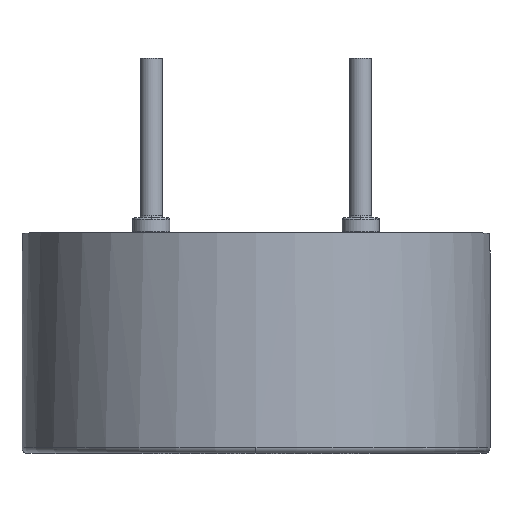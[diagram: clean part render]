
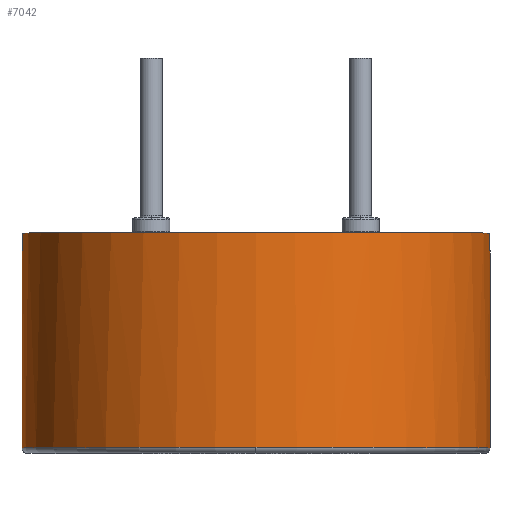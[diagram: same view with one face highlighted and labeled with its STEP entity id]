
A CAD part, top view. The second image highlights one B-rep face of the part: STEP entity #7042.
In plain terms, the highlighted cylindrical face has radius 8.5 mm (diameter 17 mm), a partial arc.
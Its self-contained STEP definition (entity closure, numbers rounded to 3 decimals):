
#668 = CARTESIAN_POINT ( 'NONE',  ( 0., -7.8, 8.5 ) ) ;
#868 = DIRECTION ( 'NONE',  ( 1., 0., 0. ) ) ;
#901 = AXIS2_PLACEMENT_3D ( 'NONE', #2388, #6116, #9827 ) ;
#1058 = CYLINDRICAL_SURFACE ( 'NONE', #6613, 8.5 ) ;
#1272 = CIRCLE ( 'NONE', #6541, 8.5 ) ;
#1372 = CARTESIAN_POINT ( 'NONE',  ( 8.481, -0.65, 0.567 ) ) ;
#1480 = ORIENTED_EDGE ( 'NONE', *, *, #1686, .F. ) ;
#1519 = VERTEX_POINT ( 'NONE', #10885 ) ;
#1582 = EDGE_CURVE ( 'NONE', #3354, #3117, #11337, .T. ) ;
#1620 = ORIENTED_EDGE ( 'NONE', *, *, #9984, .T. ) ;
#1684 = EDGE_CURVE ( 'NONE', #4272, #8172, #11235, .T. ) ;
#1686 = EDGE_CURVE ( 'NONE', #3117, #5164, #2715, .T. ) ;
#2388 = CARTESIAN_POINT ( 'NONE',  ( 0., 0., 0. ) ) ;
#2468 = DIRECTION ( 'NONE',  ( 1., 0., 0. ) ) ;
#2715 = LINE ( 'NONE', #5682, #5690 ) ;
#2807 = CARTESIAN_POINT ( 'NONE',  ( 8.481, -0.65, 0.567 ) ) ;
#3009 = CARTESIAN_POINT ( 'NONE',  ( 8.5, -7.8, 0. ) ) ;
#3011 = DIRECTION ( 'NONE',  ( 1., 0., 0. ) ) ;
#3117 = VERTEX_POINT ( 'NONE', #4189 ) ;
#3132 = VECTOR ( 'NONE', #8683, 1000. ) ;
#3343 = CARTESIAN_POINT ( 'NONE',  ( 0., -0.65, 0. ) ) ;
#3354 = VERTEX_POINT ( 'NONE', #668 ) ;
#3441 = ORIENTED_EDGE ( 'NONE', *, *, #1684, .T. ) ;
#3620 = DIRECTION ( 'NONE',  ( 0., 1., 0. ) ) ;
#3621 = CIRCLE ( 'NONE', #10239, 8.5 ) ;
#3868 = EDGE_CURVE ( 'NONE', #10910, #1519, #6914, .T. ) ;
#4187 = VERTEX_POINT ( 'NONE', #11009 ) ;
#4189 = CARTESIAN_POINT ( 'NONE',  ( -8.5, -7.8, 0. ) ) ;
#4199 = ORIENTED_EDGE ( 'NONE', *, *, #6567, .F. ) ;
#4272 = VERTEX_POINT ( 'NONE', #3009 ) ;
#4830 = CARTESIAN_POINT ( 'NONE',  ( 8.5, -7.8, 0. ) ) ;
#4845 = EDGE_CURVE ( 'NONE', #4187, #8164, #9088, .T. ) ;
#4881 = CARTESIAN_POINT ( 'NONE',  ( -8.5, -0.65, 0. ) ) ;
#4947 = DIRECTION ( 'NONE',  ( 0., -1., 0. ) ) ;
#5095 = EDGE_CURVE ( 'NONE', #8164, #5164, #1272, .T. ) ;
#5112 = AXIS2_PLACEMENT_3D ( 'NONE', #8196, #7102, #2468 ) ;
#5164 = VERTEX_POINT ( 'NONE', #4881 ) ;
#5601 = EDGE_LOOP ( 'NONE', ( #3441, #11307, #6332, #1620, #6899, #7923, #1480, #6146, #4199 ) ) ;
#5682 = CARTESIAN_POINT ( 'NONE',  ( -8.5, -7.8, 0. ) ) ;
#5689 = CARTESIAN_POINT ( 'NONE',  ( 0., -3.9, 0. ) ) ;
#5690 = VECTOR ( 'NONE', #3620, 1000. ) ;
#5745 = CARTESIAN_POINT ( 'NONE',  ( -8.481, 0., 0.567 ) ) ;
#6116 = DIRECTION ( 'NONE',  ( 0., -1., 0. ) ) ;
#6146 = ORIENTED_EDGE ( 'NONE', *, *, #1582, .F. ) ;
#6165 = CIRCLE ( 'NONE', #901, 8.5 ) ;
#6251 = CARTESIAN_POINT ( 'NONE',  ( 0., -0.65, 0. ) ) ;
#6292 = DIRECTION ( 'NONE',  ( 0., -1., 0. ) ) ;
#6299 = CARTESIAN_POINT ( 'NONE',  ( 0., -7.8, 0. ) ) ;
#6332 = ORIENTED_EDGE ( 'NONE', *, *, #3868, .T. ) ;
#6356 = CARTESIAN_POINT ( 'NONE',  ( -8.481, -0.65, 0.567 ) ) ;
#6541 = AXIS2_PLACEMENT_3D ( 'NONE', #6251, #7338, #868 ) ;
#6567 = EDGE_CURVE ( 'NONE', #4272, #3354, #7962, .T. ) ;
#6613 = AXIS2_PLACEMENT_3D ( 'NONE', #5689, #11360, #3011 ) ;
#6899 = ORIENTED_EDGE ( 'NONE', *, *, #4845, .T. ) ;
#6914 = LINE ( 'NONE', #1372, #3132 ) ;
#7042 = ADVANCED_FACE ( 'NONE', ( #11473 ), #1058, .T. ) ;
#7102 = DIRECTION ( 'NONE',  ( 0., -1., 0. ) ) ;
#7338 = DIRECTION ( 'NONE',  ( 0., -1., 0. ) ) ;
#7401 = DIRECTION ( 'NONE',  ( 0., 1., 0. ) ) ;
#7923 = ORIENTED_EDGE ( 'NONE', *, *, #5095, .T. ) ;
#7962 = CIRCLE ( 'NONE', #9528, 8.5 ) ;
#8164 = VERTEX_POINT ( 'NONE', #6356 ) ;
#8172 = VERTEX_POINT ( 'NONE', #11097 ) ;
#8196 = CARTESIAN_POINT ( 'NONE',  ( 0., -7.8, 0. ) ) ;
#8289 = VECTOR ( 'NONE', #4947, 1000. ) ;
#8683 = DIRECTION ( 'NONE',  ( 0., 1., 0. ) ) ;
#9088 = LINE ( 'NONE', #5745, #8289 ) ;
#9528 = AXIS2_PLACEMENT_3D ( 'NONE', #6299, #11838, #9943 ) ;
#9827 = DIRECTION ( 'NONE',  ( 1., 0., 0. ) ) ;
#9943 = DIRECTION ( 'NONE',  ( 1., 0., 0. ) ) ;
#9984 = EDGE_CURVE ( 'NONE', #1519, #4187, #6165, .T. ) ;
#10212 = EDGE_CURVE ( 'NONE', #8172, #10910, #3621, .T. ) ;
#10239 = AXIS2_PLACEMENT_3D ( 'NONE', #3343, #6292, #11832 ) ;
#10885 = CARTESIAN_POINT ( 'NONE',  ( 8.481, 0., 0.567 ) ) ;
#10910 = VERTEX_POINT ( 'NONE', #2807 ) ;
#10958 = VECTOR ( 'NONE', #7401, 1000. ) ;
#11009 = CARTESIAN_POINT ( 'NONE',  ( -8.481, 0., 0.567 ) ) ;
#11097 = CARTESIAN_POINT ( 'NONE',  ( 8.5, -0.65, 0. ) ) ;
#11235 = LINE ( 'NONE', #4830, #10958 ) ;
#11307 = ORIENTED_EDGE ( 'NONE', *, *, #10212, .T. ) ;
#11337 = CIRCLE ( 'NONE', #5112, 8.5 ) ;
#11360 = DIRECTION ( 'NONE',  ( 0., -1., 0. ) ) ;
#11473 = FACE_OUTER_BOUND ( 'NONE', #5601, .T. ) ;
#11832 = DIRECTION ( 'NONE',  ( 1., 0., 0. ) ) ;
#11838 = DIRECTION ( 'NONE',  ( 0., -1., 0. ) ) ;
